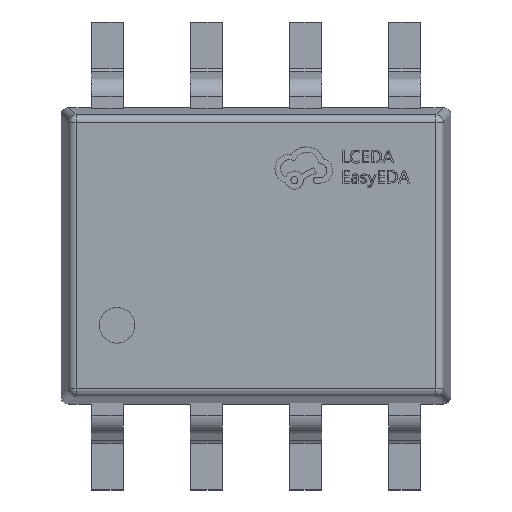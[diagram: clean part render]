
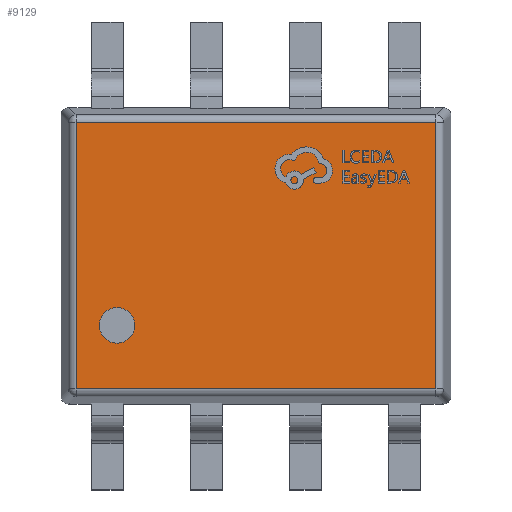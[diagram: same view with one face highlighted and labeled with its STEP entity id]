
A CAD part, top view. The second image highlights one B-rep face of the part: STEP entity #9129.
In plain terms, the highlighted planar face has unit normal (0, 0, 1).
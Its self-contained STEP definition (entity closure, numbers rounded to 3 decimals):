
#644 = CARTESIAN_POINT ( 'NONE',  ( -1.782, -0.892, 0.75 ) ) ;
#960 = DIRECTION ( 'NONE',  ( 1., 0., 0. ) ) ;
#1031 = ORIENTED_EDGE ( 'NONE', *, *, #5093, .T. ) ;
#1601 = EDGE_CURVE ( 'NONE', #19229, #17939, #3957, .T. ) ;
#2180 = CIRCLE ( 'NONE', #2844, 0.227 ) ;
#2844 = AXIS2_PLACEMENT_3D ( 'NONE', #17089, #8758, #7342 ) ;
#2846 = FACE_OUTER_BOUND ( 'NONE', #16284, .T. ) ;
#3957 = LINE ( 'NONE', #17332, #16212 ) ;
#4372 = EDGE_CURVE ( 'NONE', #15576, #16311, #5056, .T. ) ;
#4782 = ORIENTED_EDGE ( 'NONE', *, *, #5499, .T. ) ;
#4920 = CARTESIAN_POINT ( 'NONE',  ( 2.308, 1.708, 0.75 ) ) ;
#5056 = CIRCLE ( 'NONE', #19724, 0.227 ) ;
#5093 = EDGE_CURVE ( 'NONE', #20261, #19229, #14668, .T. ) ;
#5357 = CARTESIAN_POINT ( 'NONE',  ( -2.308, 1.708, 0.75 ) ) ;
#5499 = EDGE_CURVE ( 'NONE', #9630, #20261, #18598, .T. ) ;
#7342 = DIRECTION ( 'NONE',  ( 1., 0., 0. ) ) ;
#8077 = VECTOR ( 'NONE', #18706, 1000. ) ;
#8240 = CARTESIAN_POINT ( 'NONE',  ( 0., 0., 0.75 ) ) ;
#8758 = DIRECTION ( 'NONE',  ( 0., 0., 1. ) ) ;
#8918 = AXIS2_PLACEMENT_3D ( 'NONE', #8240, #19802, #9963 ) ;
#9104 = ORIENTED_EDGE ( 'NONE', *, *, #11165, .F. ) ;
#9129 = ADVANCED_FACE ( 'NONE', ( #2846, #11326 ), #16143, .T. ) ;
#9630 = VERTEX_POINT ( 'NONE', #5357 ) ;
#9698 = CARTESIAN_POINT ( 'NONE',  ( -2.009, -0.892, 0.75 ) ) ;
#9866 = CARTESIAN_POINT ( 'NONE',  ( 2.395, -1.708, 0.75 ) ) ;
#9963 = DIRECTION ( 'NONE',  ( 1., 0., 0. ) ) ;
#10205 = VECTOR ( 'NONE', #13375, 1000. ) ;
#10749 = CARTESIAN_POINT ( 'NONE',  ( 2.308, -1.708, 0.75 ) ) ;
#11003 = EDGE_LOOP ( 'NONE', ( #18976, #9104 ) ) ;
#11165 = EDGE_CURVE ( 'NONE', #16311, #15576, #2180, .T. ) ;
#11326 = FACE_BOUND ( 'NONE', #11003, .T. ) ;
#12252 = CARTESIAN_POINT ( 'NONE',  ( -1.555, -0.892, 0.75 ) ) ;
#13375 = DIRECTION ( 'NONE',  ( 1., 0., 0. ) ) ;
#14366 = VECTOR ( 'NONE', #18445, 1000. ) ;
#14668 = LINE ( 'NONE', #9866, #10205 ) ;
#14899 = CARTESIAN_POINT ( 'NONE',  ( -2.395, 1.708, 0.75 ) ) ;
#15376 = ORIENTED_EDGE ( 'NONE', *, *, #1601, .T. ) ;
#15576 = VERTEX_POINT ( 'NONE', #12252 ) ;
#15600 = CARTESIAN_POINT ( 'NONE',  ( -2.308, -1.708, 0.75 ) ) ;
#15627 = DIRECTION ( 'NONE',  ( 0., 1., 0. ) ) ;
#16143 = PLANE ( 'NONE',  #8918 ) ;
#16212 = VECTOR ( 'NONE', #15627, 1000. ) ;
#16284 = EDGE_LOOP ( 'NONE', ( #1031, #15376, #19101, #4782 ) ) ;
#16311 = VERTEX_POINT ( 'NONE', #9698 ) ;
#17089 = CARTESIAN_POINT ( 'NONE',  ( -1.782, -0.892, 0.75 ) ) ;
#17332 = CARTESIAN_POINT ( 'NONE',  ( 2.308, 1.795, 0.75 ) ) ;
#17939 = VERTEX_POINT ( 'NONE', #4920 ) ;
#18130 = LINE ( 'NONE', #14899, #14366 ) ;
#18445 = DIRECTION ( 'NONE',  ( -1., 0., 0. ) ) ;
#18494 = CARTESIAN_POINT ( 'NONE',  ( -2.308, -1.795, 0.75 ) ) ;
#18598 = LINE ( 'NONE', #18494, #8077 ) ;
#18642 = EDGE_CURVE ( 'NONE', #17939, #9630, #18130, .T. ) ;
#18706 = DIRECTION ( 'NONE',  ( 0., -1., 0. ) ) ;
#18976 = ORIENTED_EDGE ( 'NONE', *, *, #4372, .F. ) ;
#19101 = ORIENTED_EDGE ( 'NONE', *, *, #18642, .T. ) ;
#19229 = VERTEX_POINT ( 'NONE', #10749 ) ;
#19724 = AXIS2_PLACEMENT_3D ( 'NONE', #644, #20486, #960 ) ;
#19802 = DIRECTION ( 'NONE',  ( 0., 0., 1. ) ) ;
#20261 = VERTEX_POINT ( 'NONE', #15600 ) ;
#20486 = DIRECTION ( 'NONE',  ( 0., 0., 1. ) ) ;
